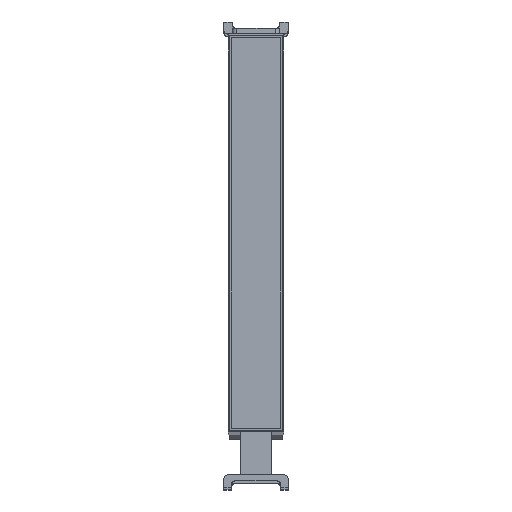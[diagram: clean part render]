
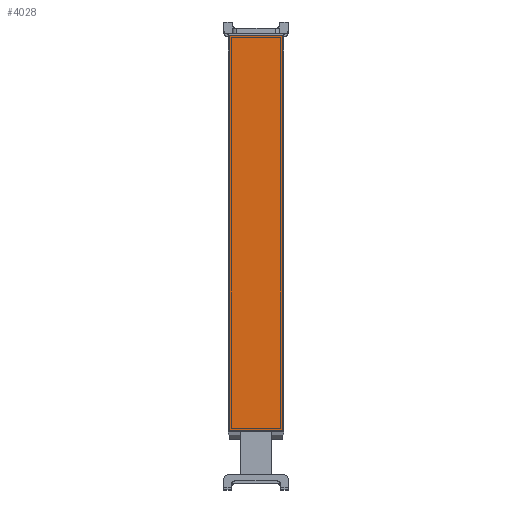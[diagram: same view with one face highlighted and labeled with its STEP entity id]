
A CAD part, top view. The second image highlights one B-rep face of the part: STEP entity #4028.
In plain terms, the highlighted planar face has unit normal (0, 0, 1).
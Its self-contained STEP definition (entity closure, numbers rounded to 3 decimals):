
#19 = DIRECTION ( 'NONE',  ( 1., 0., 0. ) ) ;
#98 = DIRECTION ( 'NONE',  ( -1., 0., 0. ) ) ;
#367 = LINE ( 'NONE', #4110, #2247 ) ;
#1224 = LINE ( 'NONE', #4317, #3302 ) ;
#1263 = CARTESIAN_POINT ( 'NONE',  ( 6.8, 45.95, 1.2 ) ) ;
#1267 = VERTEX_POINT ( 'NONE', #1263 ) ;
#1328 = EDGE_CURVE ( 'NONE', #1484, #1267, #5694, .T. ) ;
#1484 = VERTEX_POINT ( 'NONE', #2249 ) ;
#1859 = CARTESIAN_POINT ( 'NONE',  ( 13., 0., 1.2 ) ) ;
#2058 = EDGE_LOOP ( 'NONE', ( #2815, #3834, #3397, #5182 ) ) ;
#2247 = VECTOR ( 'NONE', #19, 1000. ) ;
#2249 = CARTESIAN_POINT ( 'NONE',  ( 6.8, -45.95, 1.2 ) ) ;
#2553 = CARTESIAN_POINT ( 'NONE',  ( 19.2, 45.95, 1.2 ) ) ;
#2620 = AXIS2_PLACEMENT_3D ( 'NONE', #1859, #6574, #98 ) ;
#2815 = ORIENTED_EDGE ( 'NONE', *, *, #2888, .F. ) ;
#2888 = EDGE_CURVE ( 'NONE', #3887, #4288, #1224, .T. ) ;
#2985 = PLANE ( 'NONE',  #2620 ) ;
#3260 = DIRECTION ( 'NONE',  ( 0., 1., 0. ) ) ;
#3302 = VECTOR ( 'NONE', #6630, 1000. ) ;
#3397 = ORIENTED_EDGE ( 'NONE', *, *, #1328, .F. ) ;
#3713 = VECTOR ( 'NONE', #3260, 1000. ) ;
#3834 = ORIENTED_EDGE ( 'NONE', *, *, #4007, .F. ) ;
#3887 = VERTEX_POINT ( 'NONE', #2553 ) ;
#4007 = EDGE_CURVE ( 'NONE', #1267, #3887, #367, .T. ) ;
#4028 = ADVANCED_FACE ( 'NONE', ( #7150 ), #2985, .T. ) ;
#4110 = CARTESIAN_POINT ( 'NONE',  ( 6.8, 45.95, 1.2 ) ) ;
#4114 = EDGE_CURVE ( 'NONE', #4288, #1484, #4946, .T. ) ;
#4288 = VERTEX_POINT ( 'NONE', #6402 ) ;
#4317 = CARTESIAN_POINT ( 'NONE',  ( 19.2, 45.95, 1.2 ) ) ;
#4372 = CARTESIAN_POINT ( 'NONE',  ( 19.2, -45.95, 1.2 ) ) ;
#4946 = LINE ( 'NONE', #4372, #6321 ) ;
#5182 = ORIENTED_EDGE ( 'NONE', *, *, #4114, .F. ) ;
#5694 = LINE ( 'NONE', #7270, #3713 ) ;
#6321 = VECTOR ( 'NONE', #6724, 1000. ) ;
#6402 = CARTESIAN_POINT ( 'NONE',  ( 19.2, -45.95, 1.2 ) ) ;
#6574 = DIRECTION ( 'NONE',  ( 0., 0., 1. ) ) ;
#6630 = DIRECTION ( 'NONE',  ( 0., -1., 0. ) ) ;
#6724 = DIRECTION ( 'NONE',  ( -1., 0., 0. ) ) ;
#7150 = FACE_OUTER_BOUND ( 'NONE', #2058, .T. ) ;
#7270 = CARTESIAN_POINT ( 'NONE',  ( 6.8, -45.95, 1.2 ) ) ;
